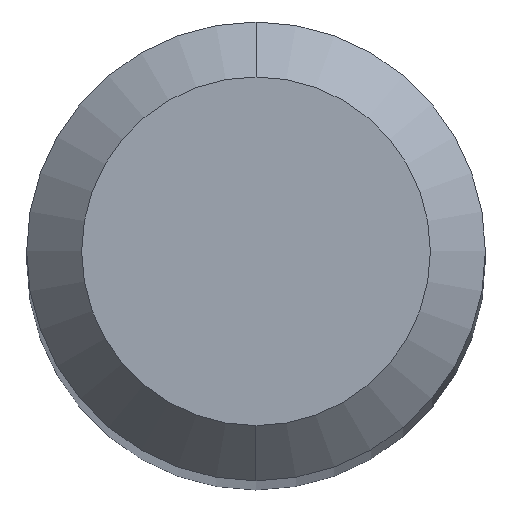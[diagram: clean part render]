
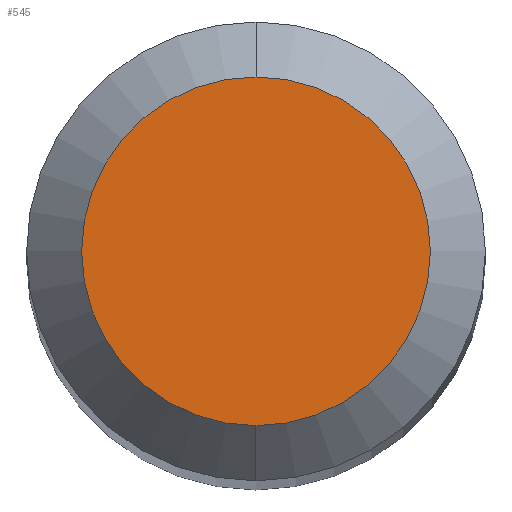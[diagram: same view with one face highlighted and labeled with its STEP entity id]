
A CAD part, top view. The second image highlights one B-rep face of the part: STEP entity #545.
In plain terms, the highlighted planar face has unit normal (0, 0, 1).
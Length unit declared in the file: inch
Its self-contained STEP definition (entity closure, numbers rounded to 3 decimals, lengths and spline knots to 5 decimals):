
#40 = DIRECTION ( 'NONE',  ( 0., -1., 0. ) ) ;
#46 = CARTESIAN_POINT ( 'NONE',  ( 0., 0., 0. ) ) ;
#47 = VERTEX_POINT ( 'NONE', #65 ) ;
#59 = EDGE_LOOP ( 'NONE', ( #444, #498 ) ) ;
#65 = CARTESIAN_POINT ( 'NONE',  ( 0., -0.0475, 0. ) ) ;
#91 = CIRCLE ( 'NONE', #517, 0.0475 ) ;
#116 = AXIS2_PLACEMENT_3D ( 'NONE', #46, #396, #40 ) ;
#150 = CARTESIAN_POINT ( 'NONE',  ( 0., 0.0475, 0. ) ) ;
#174 = CIRCLE ( 'NONE', #116, 0.0475 ) ;
#236 = CARTESIAN_POINT ( 'NONE',  ( 0., 0.0475, 0. ) ) ;
#242 = PLANE ( 'NONE',  #429 ) ;
#251 = DIRECTION ( 'NONE',  ( 0., 1., 0. ) ) ;
#289 = FACE_OUTER_BOUND ( 'NONE', #59, .T. ) ;
#307 = CARTESIAN_POINT ( 'NONE',  ( 0., 0., 0. ) ) ;
#348 = DIRECTION ( 'NONE',  ( 0., -1., 0. ) ) ;
#380 = EDGE_CURVE ( 'NONE', #47, #488, #91, .T. ) ;
#396 = DIRECTION ( 'NONE',  ( 0., 0., 1. ) ) ;
#419 = EDGE_CURVE ( 'NONE', #488, #47, #174, .T. ) ;
#429 = AXIS2_PLACEMENT_3D ( 'NONE', #150, #460, #251 ) ;
#435 = DIRECTION ( 'NONE',  ( 0., 0., 1. ) ) ;
#444 = ORIENTED_EDGE ( 'NONE', *, *, #419, .T. ) ;
#460 = DIRECTION ( 'NONE',  ( 0., 0., -1. ) ) ;
#488 = VERTEX_POINT ( 'NONE', #236 ) ;
#498 = ORIENTED_EDGE ( 'NONE', *, *, #380, .T. ) ;
#517 = AXIS2_PLACEMENT_3D ( 'NONE', #307, #435, #348 ) ;
#545 = ADVANCED_FACE ( 'NONE', ( #289 ), #242, .F. ) ;
